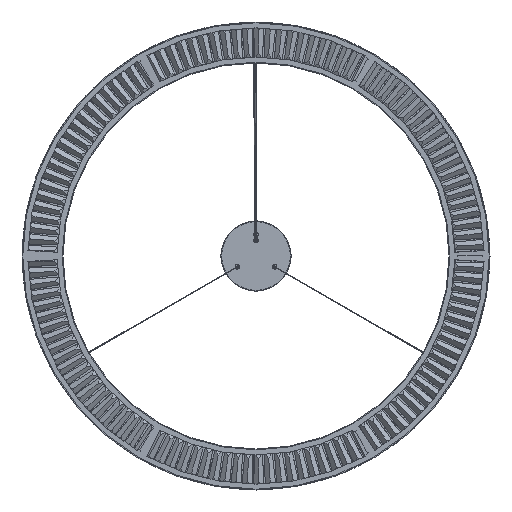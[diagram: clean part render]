
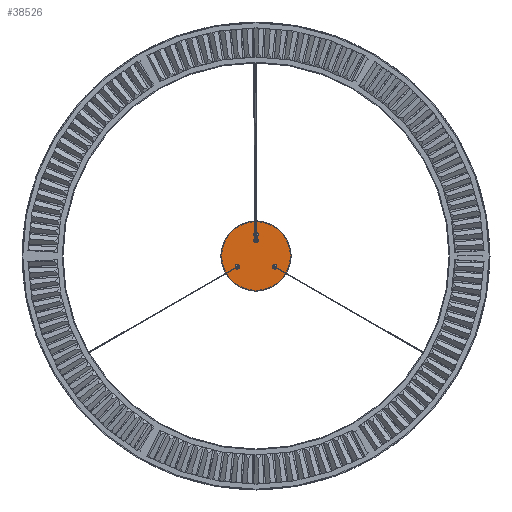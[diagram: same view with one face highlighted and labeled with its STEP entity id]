
A CAD part, front view. The second image highlights one B-rep face of the part: STEP entity #38526.
In plain terms, the highlighted planar face has unit normal (0, -1, 0).
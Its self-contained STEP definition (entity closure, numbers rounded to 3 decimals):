
#468 = CARTESIAN_POINT ( 'NONE',  ( 0., 710., 0. ) ) ;
#3671 = EDGE_LOOP ( 'NONE', ( #53923, #18100 ) ) ;
#8324 = PLANE ( 'NONE',  #58940 ) ;
#11051 = DIRECTION ( 'NONE',  ( 0., 0., 1. ) ) ;
#17039 = DIRECTION ( 'NONE',  ( 0., 1., 0. ) ) ;
#18100 = ORIENTED_EDGE ( 'NONE', *, *, #47593, .F. ) ;
#20570 = DIRECTION ( 'NONE',  ( 0., 0., 1. ) ) ;
#25945 = CARTESIAN_POINT ( 'NONE',  ( 0., 710., 90. ) ) ;
#29133 = DIRECTION ( 'NONE',  ( 0., 0., 1. ) ) ;
#36074 = DIRECTION ( 'NONE',  ( 0., 1., 0. ) ) ;
#37578 = AXIS2_PLACEMENT_3D ( 'NONE', #62467, #36074, #20570 ) ;
#38526 = ADVANCED_FACE ( 'NONE', ( #45660 ), #8324, .F. ) ;
#43271 = AXIS2_PLACEMENT_3D ( 'NONE', #468, #17039, #11051 ) ;
#45660 = FACE_OUTER_BOUND ( 'NONE', #3671, .T. ) ;
#47593 = EDGE_CURVE ( 'NONE', #57943, #56044, #48857, .T. ) ;
#47946 = CARTESIAN_POINT ( 'NONE',  ( 0., 710., -90. ) ) ;
#48857 = CIRCLE ( 'NONE', #43271, 90. ) ;
#53923 = ORIENTED_EDGE ( 'NONE', *, *, #59339, .F. ) ;
#56044 = VERTEX_POINT ( 'NONE', #25945 ) ;
#57943 = VERTEX_POINT ( 'NONE', #47946 ) ;
#58940 = AXIS2_PLACEMENT_3D ( 'NONE', #67153, #61172, #29133 ) ;
#59339 = EDGE_CURVE ( 'NONE', #56044, #57943, #67940, .T. ) ;
#61172 = DIRECTION ( 'NONE',  ( 0., 1., 0. ) ) ;
#62467 = CARTESIAN_POINT ( 'NONE',  ( 0., 710., 0. ) ) ;
#67153 = CARTESIAN_POINT ( 'NONE',  ( 0., 710., 0. ) ) ;
#67940 = CIRCLE ( 'NONE', #37578, 90. ) ;
